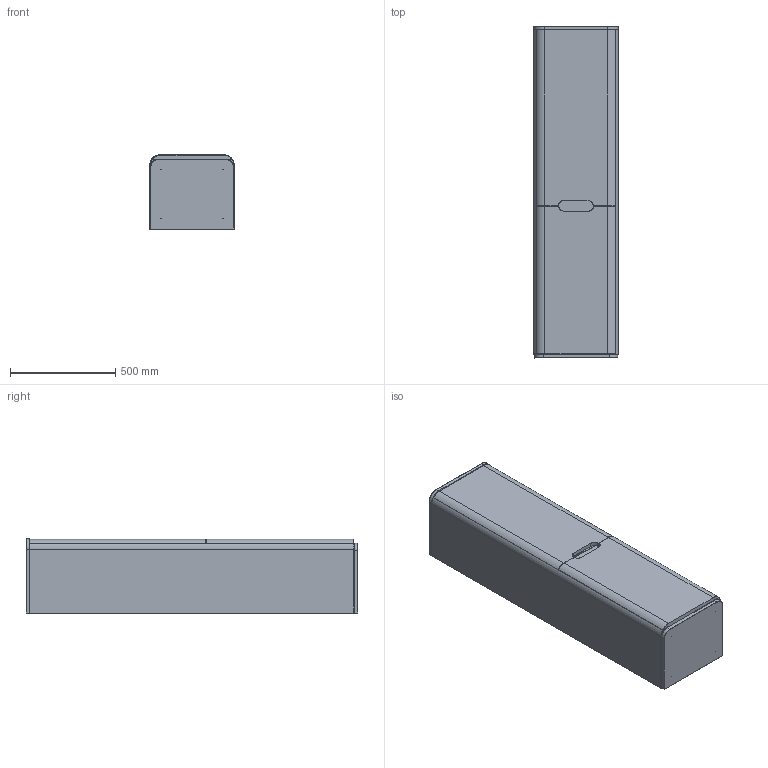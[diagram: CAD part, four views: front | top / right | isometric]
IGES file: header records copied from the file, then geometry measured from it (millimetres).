
Start section: SolidWorks IGES file using analytic representation for surfaces
Global section: file name: 60842+60843+60844+60854+60855+60856 Sento 40 cm cam sep boy dol ayaksiz.IGS; native system: SolidWorks 2016; preprocessor: SolidWorks 2016; author: nergis.ozcan; date: 161025.235237; units: millimetre
Bounding box: 401 x 1574 x 353 mm (x, y, z)
Surface area: 6672559.7 mm2 (no closed solid volume)
Topology: 0 solids, 0 shells, 682 faces, 12344 edges, 12336 vertices
Faces by surface type: revolution 386, bspline 296
